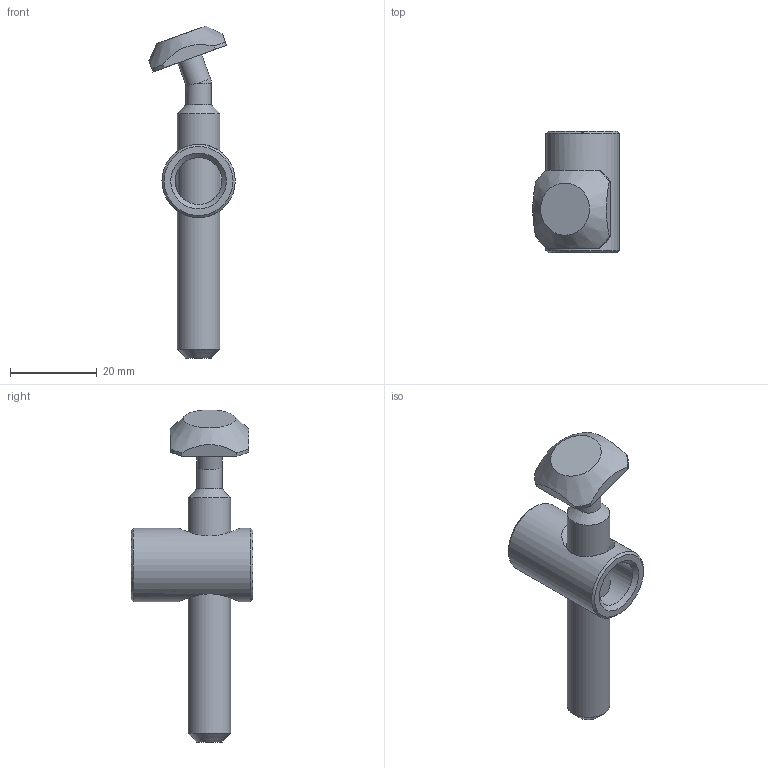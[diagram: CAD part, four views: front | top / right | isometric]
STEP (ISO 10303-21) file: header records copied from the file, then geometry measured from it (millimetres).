
FILE_DESCRIPTION(('STEP AP203'),'1');
FILE_NAME('FIXE10B1266.stp','2023-10-17T15:12:29',(' '),(' '),'Spatial InterOp 3D',' ',' ');
FILE_SCHEMA(('CONFIG_CONTROL_DESIGN'));
Length unit declared in the file: millimetre
Products named in the file (4): Fixation centrale 10 angulaire pliable perpendiculaire; Vis douille 10; Douille axe 10; Axe - perpendiculaire
Assembly tree (3 placements, depth 2):
  Fixation centrale 10 angulaire pliable perpendiculaire
    Vis douille 10
    Douille axe 10
    Axe - perpendiculaire
Bounding box: 19.89 x 28 x 76.34 mm (x, y, z)
Volume: 10030.9 mm3; surface area: 6071.4 mm2
Topology: 3 solids, 3 shells, 52 faces, 139 edges, 91 vertices
Faces by surface type: plane 25, cylinder 13, cone 13, sphere 1
Full cylindrical faces by diameter (mm): 5.8 x2, 9.8 x1, 10.05 x2, 10.79 x1, 10.8 x1, 12 x1, 16.85 x1
Entity records: 2339 total; most frequent: CARTESIAN_POINT 658, DIRECTION 235, ORIENTED_EDGE 202, EDGE_CURVE 101, AXIS2_PLACEMENT_3D 97, EDGE_LOOP 77, VERTEX_POINT 74, PROPERTY_DEFINITION_REPRESENTATION 62
